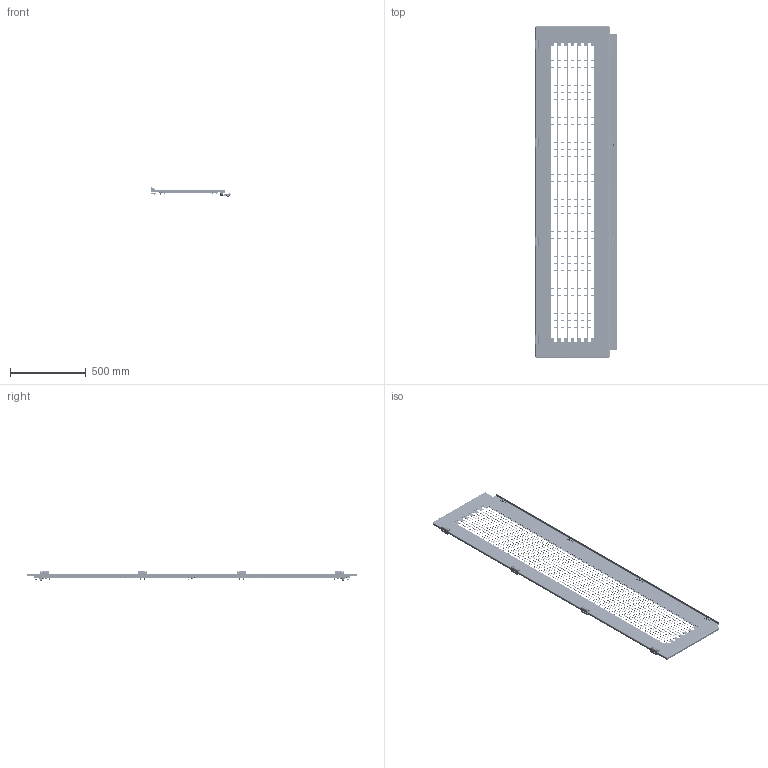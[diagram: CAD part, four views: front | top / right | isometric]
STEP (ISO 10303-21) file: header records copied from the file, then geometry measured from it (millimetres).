
FILE_DESCRIPTION (( 'STEP AP214' ), '1' );
FILE_NAME ('626.522.STEP', '2024-09-19T06:34:22', ( '' ), ( '' ), 'SwSTEP 2.0', 'SolidWorks 2021', '' );
FILE_SCHEMA (( 'AUTOMOTIVE_DESIGN' ));
Length unit declared in the file: millimetre
Products named in the file (28): Ãàñêåòèíã äîï. äâåðè W500H2200; Ãàéêà Ì6 äëÿ øïèëüêè; 嵑謺麃 1; Ãàéêà êîëïà÷êîâàÿ M5 DIN 1587; Âèíò Ì5õ10 ñ ïîëóêð. ãîëîâêîé; ﾇ璋襃 TS-002; Âèíò Ì5õ10 ìåáåëüíûé; ﾏ褞 W500H2200; 鎗鵻罻; Øïèëüêà ïðèâàðíàÿ Ì6õ35; Øïèëüêà ïðèâàðíàÿ Ì8õ16; 嵑謺麃 2; ﾇ璋襃; 项蜞轫铋 忤眚 DIN 7991 󊬱6; 嵑謺麃 CL213-3.2; ﾇ瑟鶴 TS-002; Ïðîêëàäêà W500H2200; 626.522; Äâåðíîå ïîëîòíî äîï. ñò. ÌÊ-20 W500H2200; Äâåðíîé ïðîôèëü ïð. ÌÊ 20 W500; Äâåðíîé ïðîôèëü ïð. ÌÊ 20 Í2200; CL213-3.; Øïèëüêà ïðèâàðíàÿ Ì6õ25; Òÿãà TS-002 H2200; Ãàéêà DIN934- Ì8-Zn; ﾇ璋襃 TS-002-2; ﾇ瑟鶴 TS-002 H2200; Óãîëîê äâåðíîé
Assembly tree (90 placements, depth 4):
  626.522
    Äâåðíîå ïîëîòíî äîï. ñò. ÌÊ-20 W500H2200
    Ãàñêåòèíã äîï. äâåðè W500H2200
    Äâåðíîé ïðîôèëü ïð. ÌÊ 20 W500  x2
    Äâåðíîé ïðîôèëü ïð. ÌÊ 20 Í2200  x2
    ﾇ瑟鶴 TS-002 H2200
      Òÿãà TS-002 H2200  x2
      ﾇ瑟鶴 TS-002
      ﾇ璋襃 TS-002
      ﾇ璋襃 TS-002-2
      Âèíò Ì5õ10 ñ ïîëóêð. ãîëîâêîé  x2
    ﾏ褞 W500H2200
    Ïðîêëàäêà W500H2200
    ﾇ璋襃  x4
    Âèíò Ì5õ10 ìåáåëüíûé  x8
    Ãàéêà êîëïà÷êîâàÿ M5 DIN 1587  x8
    Øïèëüêà ïðèâàðíàÿ Ì6õ25  x16
    Øïèëüêà ïðèâàðíàÿ Ì6õ35  x2
    Øïèëüêà ïðèâàðíàÿ Ì8õ16  x2
    Ãàéêà Ì6 äëÿ øïèëüêè  x16
    Ãàéêà DIN934- Ì8-Zn  x2
    Óãîëîê äâåðíîé  x4
    CL213-3.  x4
      嵑謺麃 CL213-3.2
        鎗鵻罻
        嵑謺麃 1
        嵑謺麃 2
      项蜞轫铋 忤眚 DIN 7991 󊬱6
      Âèíò Ì5õ10 ìåáåëüíûé
Bounding box: 544.4 x 2190 x 60.3 mm (x, y, z)
Volume: 2981458.7 mm3; surface area: 3324872.5 mm2
Topology: 110 solids, 110 shells, 7814 faces, 21338 edges, 13727 vertices
Faces by surface type: plane 4330, cylinder 2573, cone 540, bspline 246, torus 101, sphere 24
Entity records: 149393 total; most frequent: CARTESIAN_POINT 34620, ORIENTED_EDGE 23062, DIRECTION 21114, EDGE_CURVE 11531, LINE 9066, VECTOR 9066, VERTEX_POINT 7529, AXIS2_PLACEMENT_3D 6024
